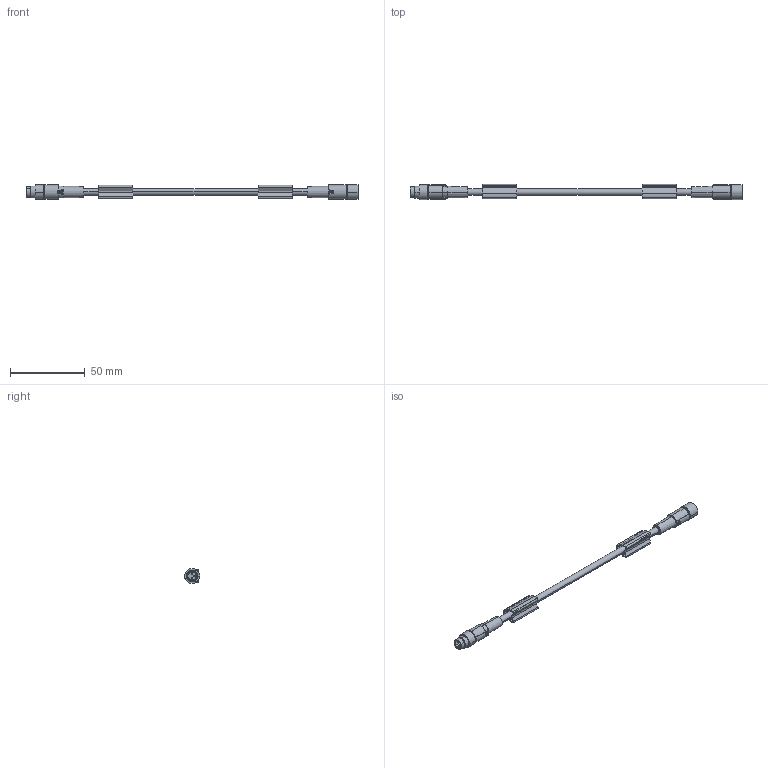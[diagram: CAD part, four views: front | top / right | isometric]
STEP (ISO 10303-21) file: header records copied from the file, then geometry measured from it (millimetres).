
FILE_DESCRIPTION(('HOOPS Exchange Step'),'2;1');
FILE_NAME('export-1FEE58D9-CEF1-4845-B46B-35D2CE72BADB.stp','2021-04-12T20:18:18+02:00',('Engineering'),('Alibre'),'HOOPS Exchange 2020.1','Alibre','Unknown authorisation');
FILE_SCHEMA( ('AP242_MANAGED_MODEL_BASED_3D_ENGINEERING_MIM_LF {1 0 10303 442 1 1 4 }') );
Length unit declared in the file: millimetre
Products named in the file (2): 5542-1 M8 3 Pole Cable L=300mm MALE-FEMALE Straight; 5542 M8 3 Pole Cable L=300mm MALE-FEMALE Straight
Assembly tree (1 placements, depth 2):
  5542 M8 3 Pole Cable L=300mm MALE-FEMALE Straight
    5542-1 M8 3 Pole Cable L=300mm MALE-FEMALE Straight
Bounding box: 222.7 x 10.16 x 10 mm (x, y, z)
Volume: 7337 mm3; surface area: 7795.1 mm2
Topology: 1 solids, 1 shells, 272 faces, 739 edges, 491 vertices
Faces by surface type: cylinder 131, plane 87, bspline 38, cone 10, torus 6
Entity records: 15854 total; most frequent: CARTESIAN_POINT 8704, ORIENTED_EDGE 1478, DIRECTION 1418, EDGE_CURVE 739, AXIS2_PLACEMENT_3D 534, VERTEX_POINT 491, VECTOR 350, LINE 350
